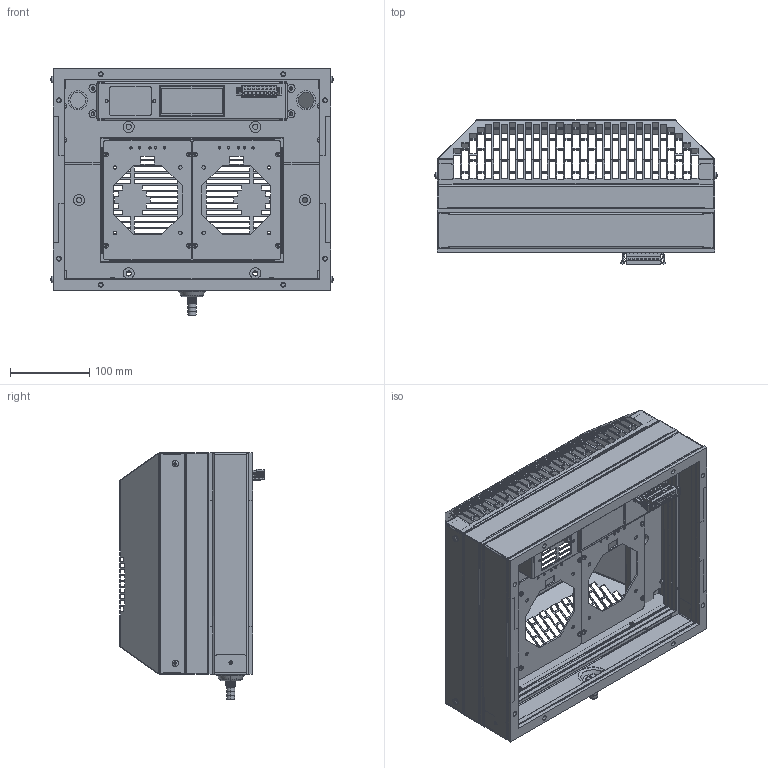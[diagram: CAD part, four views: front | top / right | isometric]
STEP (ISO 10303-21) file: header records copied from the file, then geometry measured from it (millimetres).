
FILE_DESCRIPTION((''),'2;1');
FILE_NAME('TG6105305_ASM','2018-10-01T',('danielc'),(''),'CREO PARAMETRIC BY PTC INC, 2017480','CREO PARAMETRIC BY PTC INC, 2017480','');
FILE_SCHEMA(('CONFIG_CONTROL_DESIGN'));
Products named in the file (39): TG6105-COVER_1_1_1_1; SCREW_DIN_7985-M4X10-A2_1_1_1_1; TG6105-COVER_ASM_1_ASM_1_ASM_1__ASM; TG6105-HOUSING_1_1_1_1; POPNUT_M5_HEX_CLOSED_A2_1_1_1_1; TG6105-WATER-DEFLECTOR_1_1_1_1; M3_X_6_AL_AL_RIVETED_1_1_1_1; TG6105-HOUSING-MNF_ASM_1_ASM_1__ASM; TG3050-41800-INT-DEFL_1_1_1_1; SCREW_DIN_7985-M3X6-4_8_1_1_1_1; TG3102-INT-REDESIGN2015_ASM_1_A_ASM; TG3102-FOR-TG6100_ASM_1_ASM_1_A_ASM; TG6105-PELTIER-MODULES_ASM_1_AS_ASM; TG6105-HOUSING-INS-1_1_1_1_1; TG6105-HOUSING-INS-2_1_1_1_1; TG6105-MOUNTING-INS-HOR_1_1_1_1; TG6105-MOUNTING-INS-VERT_1_1_1_; TG6105-HOUSING_ASM_1_ASM_1_ASM__ASM; CAREL_IR33PLUS_SEIFERT_1_1_1_1; CAREL_IR33_PLUS_SEIFERT_ASM_1_A_ASM; TG6105-CNTRLR-BKT_1_1_1_1; TG6105-CNTRLR-BKT-MNF_ASM_1_ASM_ASM; 072106080019_1_1_1_1; TG6105-CONTROLLER-BKT_ASM_1_ASM_ASM; TG-6105_RECESSED_ASM_1_ASM_1_AS_ASM; TG6105_CONDENSATE_DRAIN_ASM_1_A; TG6105_CONDENSATE_DRAIN_ASSY__1_ASM; TG6105_CONDENSATE_DRAIN_A-98402_ASM; TG6105_CONDENSATE_DRAIN_A-98437_ASM; TG6105-DUCT-1_1; TG6105-DUCT-2_1; TG6105-DUCT-MNF_ASM_1_ASM; TG6105-MOUNTING-INS-VERT_1; TG6105-MOUNTING-INS-HOR_1; WATERTRAY_DRAIN_FITTING_1; TG6105-DUCT_ASM_1_ASM; TG6105303_ASM_1_ASM; 072101080037; TG6105305_ASM
Assembly tree (61 placements, depth 11):
  TG6105305_ASM
    TG6105303_ASM_1_ASM
      TG6105_CONDENSATE_DRAIN_A-98437_ASM
        TG6105_CONDENSATE_DRAIN_A-98402_ASM
          TG6105_CONDENSATE_DRAIN_ASSY__1_ASM
            TG-6105_RECESSED_ASM_1_ASM_1_AS_ASM
              TG6105-COVER_ASM_1_ASM_1_ASM_1__ASM
                TG6105-COVER_1_1_1_1
                SCREW_DIN_7985-M4X10-A2_1_1_1_1  x4
              TG6105-HOUSING_ASM_1_ASM_1_ASM__ASM
                TG6105-HOUSING-MNF_ASM_1_ASM_1__ASM
                  TG6105-HOUSING_1_1_1_1
                  POPNUT_M5_HEX_CLOSED_A2_1_1_1_1  x8
                  TG6105-WATER-DEFLECTOR_1_1_1_1
                  M3_X_6_AL_AL_RIVETED_1_1_1_1  x2
                TG6105-PELTIER-MODULES_ASM_1_AS_ASM
                  TG3102-FOR-TG6100_ASM_1_ASM_1_A_ASM
                TG6105-HOUSING-INS-1_1_1_1_1
                TG6105-HOUSING-INS-2_1_1_1_1
                TG6105-MOUNTING-INS-HOR_1_1_1_1  x2
                TG6105-MOUNTING-INS-VERT_1_1_1_  x2
              TG6105-CONTROLLER-BKT_ASM_1_ASM_ASM
                CAREL_IR33_PLUS_SEIFERT_ASM_1_A_ASM
                  CAREL_IR33PLUS_SEIFERT_1_1_1_1
                TG6105-CNTRLR-BKT-MNF_ASM_1_ASM_ASM
                  TG6105-CNTRLR-BKT_1_1_1_1
                072106080019_1_1_1_1
            TG6105_CONDENSATE_DRAIN_ASM_1_A
      TG6105-DUCT_ASM_1_ASM
        TG6105-DUCT-MNF_ASM_1_ASM
          TG6105-DUCT-1_1
          TG6105-DUCT-2_1
        TG6105-MOUNTING-INS-VERT_1  x2
        TG6105-MOUNTING-INS-HOR_1  x2
        WATERTRAY_DRAIN_FITTING_1
    072101080037
Bounding box: 356.09 x 182.24 x 311.5 mm (x, y, z)
Volume: 1011052.7 mm3; surface area: 1086156.9 mm2
Topology: 44 solids, 65 shells, 5052 faces, 13553 edges, 8477 vertices
Faces by surface type: plane 3504, cylinder 1026, cone 298, torus 128, bspline 54, sphere 40, extrusion 2
Entity records: 133110 total; most frequent: CARTESIAN_POINT 28173, ORIENTED_EDGE 21938, DIRECTION 20963, EDGE_CURVE 10983, VECTOR 8721, LINE 8719, VERTEX_POINT 6906, AXIS2_PLACEMENT_3D 6121
